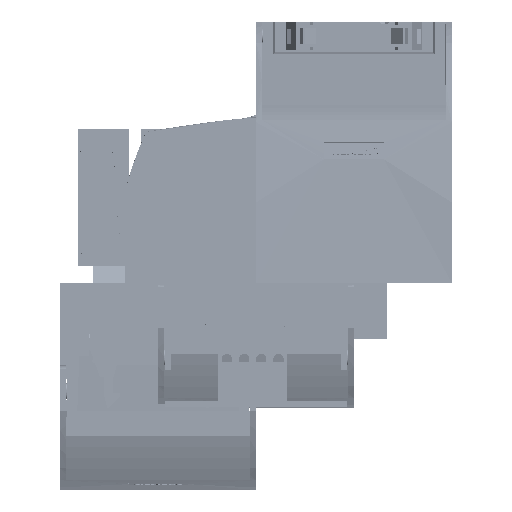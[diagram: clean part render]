
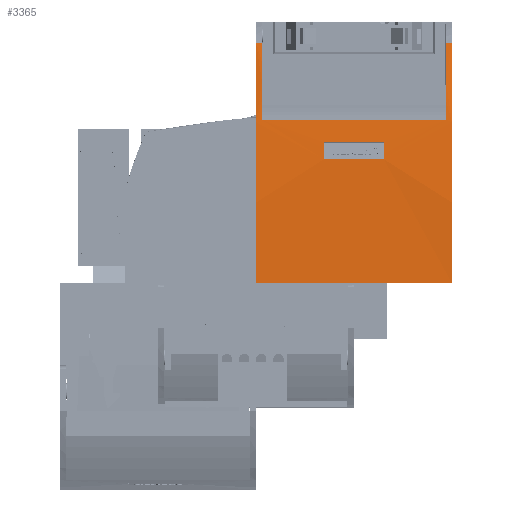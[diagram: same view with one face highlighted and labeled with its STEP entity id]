
A CAD part, top view. The second image highlights one B-rep face of the part: STEP entity #3365.
In plain terms, the highlighted cylindrical face has radius 400 mm (diameter 800 mm), a partial arc.
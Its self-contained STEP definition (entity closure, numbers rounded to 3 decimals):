
#3365 = ADVANCED_FACE( '', ( #7782, #7783 ), #7784, .T. );
#7782 = FACE_OUTER_BOUND( '', #13744, .T. );
#7783 = FACE_BOUND( '', #13745, .T. );
#7784 = CYLINDRICAL_SURFACE( '', #13746, 400. );
#13744 = EDGE_LOOP( '', ( #24109, #24110, #24111, #24112, #24113, #24114, #24115, #24116 ) );
#13745 = EDGE_LOOP( '', ( #24117, #24118, #24119, #24120 ) );
#13746 = AXIS2_PLACEMENT_3D( '', #24121, #24122, #24123 );
#24109 = ORIENTED_EDGE( '', *, *, #37243, .F. );
#24110 = ORIENTED_EDGE( '', *, *, #37244, .T. );
#24111 = ORIENTED_EDGE( '', *, *, #37245, .F. );
#24112 = ORIENTED_EDGE( '', *, *, #34993, .T. );
#24113 = ORIENTED_EDGE( '', *, *, #37246, .T. );
#24114 = ORIENTED_EDGE( '', *, *, #37247, .F. );
#24115 = ORIENTED_EDGE( '', *, *, #37248, .F. );
#24116 = ORIENTED_EDGE( '', *, *, #37249, .T. );
#24117 = ORIENTED_EDGE( '', *, *, #37250, .F. );
#24118 = ORIENTED_EDGE( '', *, *, #34600, .T. );
#24119 = ORIENTED_EDGE( '', *, *, #37251, .T. );
#24120 = ORIENTED_EDGE( '', *, *, #36056, .F. );
#24121 = CARTESIAN_POINT( '', ( 28.5, 363.9, -37. ) );
#24122 = DIRECTION( '', ( -1., 0., 0. ) );
#24123 = DIRECTION( '', ( 0., 0., 1. ) );
#34600 = EDGE_CURVE( '', #40699, #40697, #40700, .T. );
#34993 = EDGE_CURVE( '', #41377, #41381, #41383, .T. );
#36056 = EDGE_CURVE( '', #43161, #43156, #43163, .T. );
#37243 = EDGE_CURVE( '', #44976, #44977, #44978, .T. );
#37244 = EDGE_CURVE( '', #44976, #44979, #44980, .T. );
#37245 = EDGE_CURVE( '', #41377, #44979, #44981, .T. );
#37246 = EDGE_CURVE( '', #41381, #44982, #44983, .T. );
#37247 = EDGE_CURVE( '', #44984, #44982, #44985, .T. );
#37248 = EDGE_CURVE( '', #44986, #44984, #44987, .T. );
#37249 = EDGE_CURVE( '', #44986, #44977, #44988, .T. );
#37250 = EDGE_CURVE( '', #40699, #43161, #44989, .T. );
#37251 = EDGE_CURVE( '', #40697, #43156, #44990, .T. );
#40697 = VERTEX_POINT( '', #49784 );
#40699 = VERTEX_POINT( '', #49787 );
#40700 = LINE( '', #49788, #49789 );
#41377 = VERTEX_POINT( '', #51133 );
#41381 = VERTEX_POINT( '', #51138 );
#41383 = LINE( '', #51140, #51141 );
#43156 = VERTEX_POINT( '', #54446 );
#43161 = VERTEX_POINT( '', #54453 );
#43163 = LINE( '', #54456, #54457 );
#44976 = VERTEX_POINT( '', #58034 );
#44977 = VERTEX_POINT( '', #58035 );
#44978 = ELLIPSE( '', #58036, 400.015, 400. );
#44979 = VERTEX_POINT( '', #58037 );
#44980 = LINE( '', #58038, #58039 );
#44981 = ELLIPSE( '', #58040, 400.015, 400. );
#44982 = VERTEX_POINT( '', #58041 );
#44983 = CIRCLE( '', #58042, 400. );
#44984 = VERTEX_POINT( '', #58043 );
#44985 = LINE( '', #58044, #58045 );
#44986 = VERTEX_POINT( '', #58046 );
#44987 = CIRCLE( '', #58047, 400. );
#44988 = LINE( '', #58048, #58049 );
#44989 = CIRCLE( '', #58050, 400. );
#44990 = CIRCLE( '', #58051, 400. );
#49784 = CARTESIAN_POINT( '', ( -8.75, -34.477, -1.007 ) );
#49787 = CARTESIAN_POINT( '', ( 8.75, -34.477, -1.007 ) );
#49788 = CARTESIAN_POINT( '', ( 8.75, -34.477, -1.007 ) );
#49789 = VECTOR( '', #64433, 1000. );
#51133 = CARTESIAN_POINT( '', ( -26.778, -29.927, 33. ) );
#51138 = CARTESIAN_POINT( '', ( -28.5, -29.927, 33. ) );
#51140 = CARTESIAN_POINT( '', ( 28.5, -29.927, 33. ) );
#51141 = VECTOR( '', #64791, 1000. );
#54446 = CARTESIAN_POINT( '', ( -8.75, -34., 3.938 ) );
#54453 = CARTESIAN_POINT( '', ( 8.75, -34., 3.938 ) );
#54456 = CARTESIAN_POINT( '', ( 8.75, -34., 3.938 ) );
#54457 = VECTOR( '', #65719, 1000. );
#58034 = CARTESIAN_POINT( '', ( 26.807, -33.27, 10.5 ) );
#58035 = CARTESIAN_POINT( '', ( 26.778, -29.927, 33. ) );
#58036 = AXIS2_PLACEMENT_3D( '', #66700, #66701, #66702 );
#58037 = CARTESIAN_POINT( '', ( -26.807, -33.27, 10.5 ) );
#58038 = CARTESIAN_POINT( '', ( 26.7, -33.27, 10.5 ) );
#58039 = VECTOR( '', #66703, 1000. );
#58040 = AXIS2_PLACEMENT_3D( '', #66704, #66705, #66706 );
#58041 = CARTESIAN_POINT( '', ( -28.5, -36.1, -37. ) );
#58042 = AXIS2_PLACEMENT_3D( '', #66707, #66708, #66709 );
#58043 = CARTESIAN_POINT( '', ( 28.5, -36.1, -37. ) );
#58044 = CARTESIAN_POINT( '', ( 28.5, -36.1, -37. ) );
#58045 = VECTOR( '', #66710, 1000. );
#58046 = CARTESIAN_POINT( '', ( 28.5, -29.927, 33. ) );
#58047 = AXIS2_PLACEMENT_3D( '', #66711, #66712, #66713 );
#58048 = CARTESIAN_POINT( '', ( 28.5, -29.927, 33. ) );
#58049 = VECTOR( '', #66714, 1000. );
#58050 = AXIS2_PLACEMENT_3D( '', #66715, #66716, #66717 );
#58051 = AXIS2_PLACEMENT_3D( '', #66718, #66719, #66720 );
#64433 = DIRECTION( '', ( -1., 0., 0. ) );
#64791 = DIRECTION( '', ( -1., 0., 0. ) );
#65719 = DIRECTION( '', ( -1., 0., 0. ) );
#66700 = CARTESIAN_POINT( '', ( 23.341, 363.9, -37. ) );
#66701 = DIRECTION( '', ( -1., -0.009, 0. ) );
#66702 = DIRECTION( '', ( -0.009, 1., 0. ) );
#66703 = DIRECTION( '', ( -1., 0., 0. ) );
#66704 = CARTESIAN_POINT( '', ( -23.341, 363.9, -37. ) );
#66705 = DIRECTION( '', ( 1., -0.009, 0. ) );
#66706 = DIRECTION( '', ( -0.009, -1., 0. ) );
#66707 = CARTESIAN_POINT( '', ( -28.5, 363.9, -37. ) );
#66708 = DIRECTION( '', ( 1., 0., 0. ) );
#66709 = DIRECTION( '', ( 0., 1., 0. ) );
#66710 = DIRECTION( '', ( -1., 0., 0. ) );
#66711 = CARTESIAN_POINT( '', ( 28.5, 363.9, -37. ) );
#66712 = DIRECTION( '', ( 1., 0., 0. ) );
#66713 = DIRECTION( '', ( 0., 1., 0. ) );
#66714 = DIRECTION( '', ( -1., 0., 0. ) );
#66715 = CARTESIAN_POINT( '', ( 8.75, 363.9, -37. ) );
#66716 = DIRECTION( '', ( -1., 0., 0. ) );
#66717 = DIRECTION( '', ( 0., 1., 0. ) );
#66718 = CARTESIAN_POINT( '', ( -8.75, 363.9, -37. ) );
#66719 = DIRECTION( '', ( -1., 0., 0. ) );
#66720 = DIRECTION( '', ( 0., 1., 0. ) );
